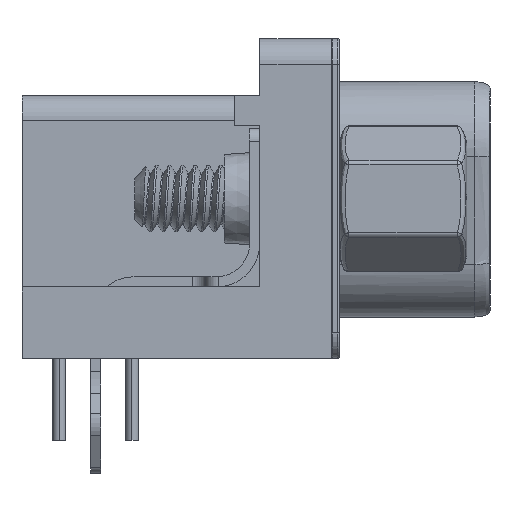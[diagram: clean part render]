
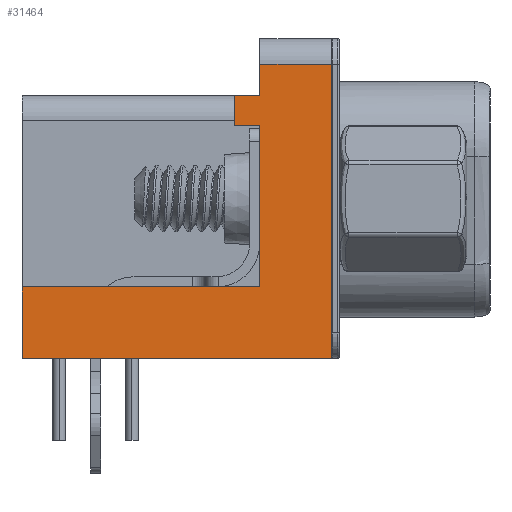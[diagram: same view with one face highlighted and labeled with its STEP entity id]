
A CAD part, left-side view. The second image highlights one B-rep face of the part: STEP entity #31464.
In plain terms, the highlighted planar face has unit normal (-1, 0, 0).
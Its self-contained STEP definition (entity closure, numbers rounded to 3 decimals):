
#231 = VECTOR ( 'NONE', #3589, 1000. ) ;
#775 = DIRECTION ( 'NONE',  ( 0., 0., 1. ) ) ;
#1095 = CARTESIAN_POINT ( 'NONE',  ( -19.57, -5.42, 10.3 ) ) ;
#1100 = VECTOR ( 'NONE', #21236, 1000. ) ;
#1170 = VERTEX_POINT ( 'NONE', #20827 ) ;
#1264 = CARTESIAN_POINT ( 'NONE',  ( -19.57, -6.42, 10.3 ) ) ;
#1293 = VECTOR ( 'NONE', #28412, 1000. ) ;
#1682 = CARTESIAN_POINT ( 'NONE',  ( -19.57, -9.22, 0. ) ) ;
#2164 = VECTOR ( 'NONE', #22261, 1000. ) ;
#2337 = VERTEX_POINT ( 'NONE', #10775 ) ;
#3191 = LINE ( 'NONE', #22993, #231 ) ;
#3589 = DIRECTION ( 'NONE',  ( 0., -1., 0. ) ) ;
#3598 = CARTESIAN_POINT ( 'NONE',  ( -19.57, -6.42, 2.8 ) ) ;
#5349 = CARTESIAN_POINT ( 'NONE',  ( -19.57, -6.42, 10.3 ) ) ;
#5418 = ORIENTED_EDGE ( 'NONE', *, *, #22039, .T. ) ;
#5490 = CARTESIAN_POINT ( 'NONE',  ( -19.57, -6.42, 9.1 ) ) ;
#5814 = LINE ( 'NONE', #34288, #14660 ) ;
#5996 = ORIENTED_EDGE ( 'NONE', *, *, #28531, .T. ) ;
#6393 = DIRECTION ( 'NONE',  ( 0., 1., 0. ) ) ;
#7197 = EDGE_CURVE ( 'NONE', #1170, #28949, #5814, .T. ) ;
#7748 = VECTOR ( 'NONE', #18108, 1000. ) ;
#7779 = VERTEX_POINT ( 'NONE', #5490 ) ;
#8483 = FACE_OUTER_BOUND ( 'NONE', #23790, .T. ) ;
#9188 = LINE ( 'NONE', #17781, #16871 ) ;
#9252 = CARTESIAN_POINT ( 'NONE',  ( -19.57, 2.88, 2.8 ) ) ;
#9360 = CARTESIAN_POINT ( 'NONE',  ( -19.57, -6.42, 2.8 ) ) ;
#9523 = CARTESIAN_POINT ( 'NONE',  ( -19.57, -9.22, 11.5 ) ) ;
#10520 = EDGE_CURVE ( 'NONE', #18116, #32334, #25626, .T. ) ;
#10775 = CARTESIAN_POINT ( 'NONE',  ( -19.57, -5.42, 9.1 ) ) ;
#11463 = LINE ( 'NONE', #23370, #23924 ) ;
#12544 = EDGE_CURVE ( 'NONE', #2337, #7779, #3191, .T. ) ;
#13242 = VECTOR ( 'NONE', #13827, 1000. ) ;
#13827 = DIRECTION ( 'NONE',  ( 0., -1., 0. ) ) ;
#13853 = ORIENTED_EDGE ( 'NONE', *, *, #10520, .F. ) ;
#14302 = DIRECTION ( 'NONE',  ( -1., 0., 0. ) ) ;
#14452 = AXIS2_PLACEMENT_3D ( 'NONE', #31150, #14302, #33612 ) ;
#14660 = VECTOR ( 'NONE', #35028, 1000. ) ;
#16285 = LINE ( 'NONE', #33528, #13242 ) ;
#16871 = VECTOR ( 'NONE', #6393, 1000. ) ;
#17781 = CARTESIAN_POINT ( 'NONE',  ( -19.57, 62.268, 11.5 ) ) ;
#17825 = VERTEX_POINT ( 'NONE', #9252 ) ;
#18108 = DIRECTION ( 'NONE',  ( 0., 0., -1. ) ) ;
#18116 = VERTEX_POINT ( 'NONE', #9523 ) ;
#18824 = ORIENTED_EDGE ( 'NONE', *, *, #24223, .T. ) ;
#18921 = VECTOR ( 'NONE', #26740, 1000. ) ;
#19140 = LINE ( 'NONE', #21907, #2164 ) ;
#20006 = EDGE_CURVE ( 'NONE', #28884, #2337, #19140, .T. ) ;
#20827 = CARTESIAN_POINT ( 'NONE',  ( -19.57, -6.42, 11.5 ) ) ;
#21236 = DIRECTION ( 'NONE',  ( 0., 1., 0. ) ) ;
#21907 = CARTESIAN_POINT ( 'NONE',  ( -19.57, -5.42, 10.3 ) ) ;
#22039 = EDGE_CURVE ( 'NONE', #28949, #28884, #24220, .T. ) ;
#22261 = DIRECTION ( 'NONE',  ( 0., 0., -1. ) ) ;
#22991 = ORIENTED_EDGE ( 'NONE', *, *, #31871, .T. ) ;
#22993 = CARTESIAN_POINT ( 'NONE',  ( -19.57, -5.42, 9.1 ) ) ;
#23177 = LINE ( 'NONE', #23517, #7748 ) ;
#23370 = CARTESIAN_POINT ( 'NONE',  ( -19.57, 2.88, 0. ) ) ;
#23517 = CARTESIAN_POINT ( 'NONE',  ( -19.57, -6.42, 9.1 ) ) ;
#23609 = ORIENTED_EDGE ( 'NONE', *, *, #32005, .T. ) ;
#23790 = EDGE_LOOP ( 'NONE', ( #5418, #29365, #25784, #5996, #18824, #25645, #23609, #13853, #22991, #31863 ) ) ;
#23924 = VECTOR ( 'NONE', #775, 1000. ) ;
#24220 = LINE ( 'NONE', #1264, #1100 ) ;
#24223 = EDGE_CURVE ( 'NONE', #31878, #17825, #35383, .T. ) ;
#25626 = LINE ( 'NONE', #28072, #1293 ) ;
#25645 = ORIENTED_EDGE ( 'NONE', *, *, #30940, .F. ) ;
#25784 = ORIENTED_EDGE ( 'NONE', *, *, #12544, .T. ) ;
#26740 = DIRECTION ( 'NONE',  ( 0., 1., 0. ) ) ;
#28072 = CARTESIAN_POINT ( 'NONE',  ( -19.57, -9.22, 0. ) ) ;
#28412 = DIRECTION ( 'NONE',  ( 0., 0., -1. ) ) ;
#28531 = EDGE_CURVE ( 'NONE', #7779, #31878, #23177, .T. ) ;
#28688 = PLANE ( 'NONE',  #14452 ) ;
#28884 = VERTEX_POINT ( 'NONE', #1095 ) ;
#28949 = VERTEX_POINT ( 'NONE', #5349 ) ;
#29365 = ORIENTED_EDGE ( 'NONE', *, *, #20006, .T. ) ;
#30940 = EDGE_CURVE ( 'NONE', #32721, #17825, #11463, .T. ) ;
#31150 = CARTESIAN_POINT ( 'NONE',  ( -19.57, 62.268, 0. ) ) ;
#31464 = ADVANCED_FACE ( 'NONE', ( #8483 ), #28688, .T. ) ;
#31863 = ORIENTED_EDGE ( 'NONE', *, *, #7197, .T. ) ;
#31871 = EDGE_CURVE ( 'NONE', #18116, #1170, #9188, .T. ) ;
#31878 = VERTEX_POINT ( 'NONE', #3598 ) ;
#32005 = EDGE_CURVE ( 'NONE', #32721, #32334, #16285, .T. ) ;
#32334 = VERTEX_POINT ( 'NONE', #1682 ) ;
#32721 = VERTEX_POINT ( 'NONE', #36180 ) ;
#33528 = CARTESIAN_POINT ( 'NONE',  ( -19.57, 62.268, 0. ) ) ;
#33612 = DIRECTION ( 'NONE',  ( 0., 0., 1. ) ) ;
#34288 = CARTESIAN_POINT ( 'NONE',  ( -19.57, -6.42, 12.5 ) ) ;
#35028 = DIRECTION ( 'NONE',  ( 0., 0., -1. ) ) ;
#35383 = LINE ( 'NONE', #9360, #18921 ) ;
#36180 = CARTESIAN_POINT ( 'NONE',  ( -19.57, 2.88, 0. ) ) ;
